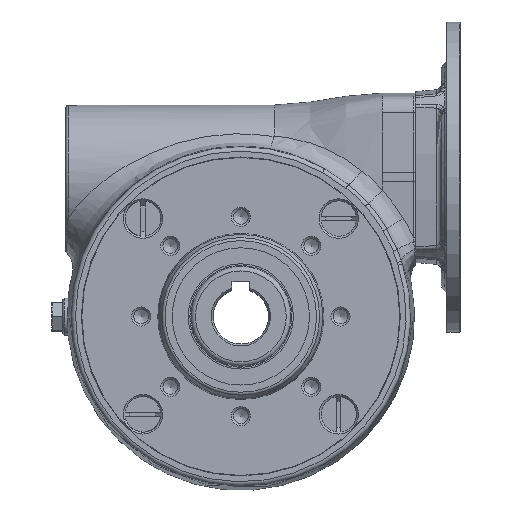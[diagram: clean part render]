
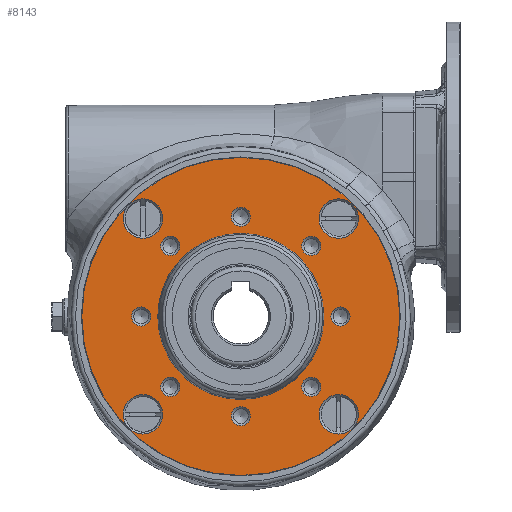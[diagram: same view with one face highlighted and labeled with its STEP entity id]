
A CAD part, top view. The second image highlights one B-rep face of the part: STEP entity #8143.
In plain terms, the highlighted planar face has unit normal (0, 0, 1).
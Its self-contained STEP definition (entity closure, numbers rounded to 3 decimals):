
#1488=ORIENTED_EDGE('',*,*,#2745,.T.);
#1489=ORIENTED_EDGE('',*,*,#2755,.T.);
#1490=ORIENTED_EDGE('',*,*,#2759,.T.);
#1491=ORIENTED_EDGE('',*,*,#2737,.T.);
#1492=ORIENTED_EDGE('',*,*,#2733,.T.);
#1493=ORIENTED_EDGE('',*,*,#2735,.T.);
#1494=ORIENTED_EDGE('',*,*,#3003,.T.);
#1495=ORIENTED_EDGE('',*,*,#3004,.T.);
#1496=ORIENTED_EDGE('',*,*,#3005,.T.);
#1497=ORIENTED_EDGE('',*,*,#3006,.T.);
#1498=ORIENTED_EDGE('',*,*,#3007,.T.);
#1499=ORIENTED_EDGE('',*,*,#3008,.T.);
#1500=ORIENTED_EDGE('',*,*,#3009,.T.);
#1501=ORIENTED_EDGE('',*,*,#3002,.F.);
#2733=EDGE_CURVE('',#3577,#3577,#4185,.F.);
#2735=EDGE_CURVE('',#3579,#3579,#4187,.F.);
#2737=EDGE_CURVE('',#3581,#3581,#4189,.F.);
#2745=EDGE_CURVE('',#3589,#3589,#4197,.T.);
#2755=EDGE_CURVE('',#3599,#3599,#4203,.F.);
#2759=EDGE_CURVE('',#3603,#3603,#4207,.F.);
#3002=EDGE_CURVE('',#3771,#3771,#4318,.T.);
#3003=EDGE_CURVE('',#3772,#3772,#4319,.F.);
#3004=EDGE_CURVE('',#3773,#3773,#4320,.F.);
#3005=EDGE_CURVE('',#3774,#3774,#4321,.F.);
#3006=EDGE_CURVE('',#3775,#3775,#4322,.F.);
#3007=EDGE_CURVE('',#3776,#3776,#4323,.F.);
#3008=EDGE_CURVE('',#3777,#3777,#4324,.F.);
#3009=EDGE_CURVE('',#3778,#3778,#4325,.F.);
#3577=VERTEX_POINT('',#10793);
#3579=VERTEX_POINT('',#10798);
#3581=VERTEX_POINT('',#10803);
#3589=VERTEX_POINT('',#10825);
#3599=VERTEX_POINT('',#10859);
#3603=VERTEX_POINT('',#10869);
#3771=VERTEX_POINT('',#16018);
#3772=VERTEX_POINT('',#16021);
#3773=VERTEX_POINT('',#16023);
#3774=VERTEX_POINT('',#16025);
#3775=VERTEX_POINT('',#16027);
#3776=VERTEX_POINT('',#16029);
#3777=VERTEX_POINT('',#16031);
#3778=VERTEX_POINT('',#16033);
#4185=CIRCLE('',#8500,8.9);
#4187=CIRCLE('',#8503,4.323);
#4189=CIRCLE('',#8506,8.9);
#4197=CIRCLE('',#8520,71.8);
#4203=CIRCLE('',#8528,8.9);
#4207=CIRCLE('',#8534,8.9);
#4318=CIRCLE('',#8695,37.5);
#4319=CIRCLE('',#8697,4.323);
#4320=CIRCLE('',#8698,4.323);
#4321=CIRCLE('',#8699,4.323);
#4322=CIRCLE('',#8700,4.324);
#4323=CIRCLE('',#8701,4.324);
#4324=CIRCLE('',#8702,4.324);
#4325=CIRCLE('',#8703,4.323);
#4708=EDGE_LOOP('',(#1488));
#4709=EDGE_LOOP('',(#1489));
#4710=EDGE_LOOP('',(#1490));
#4711=EDGE_LOOP('',(#1491));
#4712=EDGE_LOOP('',(#1492));
#4713=EDGE_LOOP('',(#1493));
#4714=EDGE_LOOP('',(#1494));
#4715=EDGE_LOOP('',(#1495));
#4716=EDGE_LOOP('',(#1496));
#4717=EDGE_LOOP('',(#1497));
#4718=EDGE_LOOP('',(#1498));
#4719=EDGE_LOOP('',(#1499));
#4720=EDGE_LOOP('',(#1500));
#4721=EDGE_LOOP('',(#1501));
#5349=FACE_BOUND('',#4708,.T.);
#5350=FACE_BOUND('',#4709,.T.);
#5351=FACE_BOUND('',#4710,.T.);
#5352=FACE_BOUND('',#4711,.T.);
#5353=FACE_BOUND('',#4712,.T.);
#5354=FACE_BOUND('',#4713,.T.);
#5355=FACE_BOUND('',#4714,.T.);
#5356=FACE_BOUND('',#4715,.T.);
#5357=FACE_BOUND('',#4716,.T.);
#5358=FACE_BOUND('',#4717,.T.);
#5359=FACE_BOUND('',#4718,.T.);
#5360=FACE_BOUND('',#4719,.T.);
#5361=FACE_BOUND('',#4720,.T.);
#5362=FACE_BOUND('',#4721,.T.);
#5861=PLANE('',#8696);
#8143=ADVANCED_FACE('',(#5349,#5350,#5351,#5352,#5353,#5354,#5355,#5356,
#5357,#5358,#5359,#5360,#5361,#5362),#5861,.T.);
#8500=AXIS2_PLACEMENT_3D('',#10792,#9216,#9217);
#8503=AXIS2_PLACEMENT_3D('',#10797,#9222,#9223);
#8506=AXIS2_PLACEMENT_3D('',#10802,#9228,#9229);
#8520=AXIS2_PLACEMENT_3D('',#10824,#9256,#9257);
#8528=AXIS2_PLACEMENT_3D('',#10858,#9272,#9273);
#8534=AXIS2_PLACEMENT_3D('',#10868,#9284,#9285);
#8695=AXIS2_PLACEMENT_3D('',#16017,#9628,#9629);
#8696=AXIS2_PLACEMENT_3D('',#16019,#9630,#9631);
#8697=AXIS2_PLACEMENT_3D('',#16020,#9632,#9633);
#8698=AXIS2_PLACEMENT_3D('',#16022,#9634,#9635);
#8699=AXIS2_PLACEMENT_3D('',#16024,#9636,#9637);
#8700=AXIS2_PLACEMENT_3D('',#16026,#9638,#9639);
#8701=AXIS2_PLACEMENT_3D('',#16028,#9640,#9641);
#8702=AXIS2_PLACEMENT_3D('',#16030,#9642,#9643);
#8703=AXIS2_PLACEMENT_3D('',#16032,#9644,#9645);
#9216=DIRECTION('',(0.,0.,1.));
#9217=DIRECTION('',(0.,1.,0.));
#9222=DIRECTION('',(0.,0.,1.));
#9223=DIRECTION('',(0.,1.,0.));
#9228=DIRECTION('',(0.,0.,1.));
#9229=DIRECTION('',(0.,1.,0.));
#9256=DIRECTION('',(0.,0.,1.));
#9257=DIRECTION('',(0.,1.,0.));
#9272=DIRECTION('',(0.,0.,1.));
#9273=DIRECTION('',(0.,1.,0.));
#9284=DIRECTION('',(0.,0.,1.));
#9285=DIRECTION('',(0.,1.,0.));
#9628=DIRECTION('',(0.,0.,1.));
#9629=DIRECTION('',(0.,1.,0.));
#9630=DIRECTION('',(0.,0.,1.));
#9631=DIRECTION('',(-1.,0.,0.));
#9632=DIRECTION('',(0.,0.,1.));
#9633=DIRECTION('',(0.,1.,0.));
#9634=DIRECTION('',(0.,0.,1.));
#9635=DIRECTION('',(0.,1.,0.));
#9636=DIRECTION('',(0.,0.,1.));
#9637=DIRECTION('',(0.,1.,0.));
#9638=DIRECTION('',(0.,0.,1.));
#9639=DIRECTION('',(0.,1.,0.));
#9640=DIRECTION('',(0.,0.,1.));
#9641=DIRECTION('',(0.,1.,0.));
#9642=DIRECTION('',(0.,0.,1.));
#9643=DIRECTION('',(0.,1.,0.));
#9644=DIRECTION('',(0.,0.,1.));
#9645=DIRECTION('',(0.,1.,0.));
#10792=CARTESIAN_POINT('',(44.194,44.194,45.));
#10793=CARTESIAN_POINT('',(44.194,53.094,45.));
#10797=CARTESIAN_POINT('',(31.82,-31.82,45.));
#10798=CARTESIAN_POINT('',(31.82,-27.496,45.));
#10802=CARTESIAN_POINT('',(-44.194,44.194,45.));
#10803=CARTESIAN_POINT('',(-44.194,53.094,45.));
#10824=CARTESIAN_POINT('',(0.,0.,
45.));
#10825=CARTESIAN_POINT('',(0.,71.8,45.));
#10858=CARTESIAN_POINT('',(44.194,-44.194,45.));
#10859=CARTESIAN_POINT('',(44.194,-35.294,45.));
#10868=CARTESIAN_POINT('',(-44.194,-44.194,45.));
#10869=CARTESIAN_POINT('',(-44.194,-35.294,45.));
#16017=CARTESIAN_POINT('',(0.,0.,
45.));
#16018=CARTESIAN_POINT('',(0.,37.5,45.));
#16019=CARTESIAN_POINT('',(0.,37.5,45.));
#16020=CARTESIAN_POINT('',(0.,-45.,45.));
#16021=CARTESIAN_POINT('',(0.,-40.677,45.));
#16022=CARTESIAN_POINT('',(-31.82,-31.82,45.));
#16023=CARTESIAN_POINT('',(-31.82,-27.496,45.));
#16024=CARTESIAN_POINT('',(-45.,0.,45.));
#16025=CARTESIAN_POINT('',(-45.,4.324,45.));
#16026=CARTESIAN_POINT('',(-31.82,31.82,45.));
#16027=CARTESIAN_POINT('',(-31.82,36.143,45.));
#16028=CARTESIAN_POINT('',(0.,45.,45.));
#16029=CARTESIAN_POINT('',(0.,49.324,45.));
#16030=CARTESIAN_POINT('',(31.82,31.82,45.));
#16031=CARTESIAN_POINT('',(31.82,36.143,45.));
#16032=CARTESIAN_POINT('',(45.,0.,45.));
#16033=CARTESIAN_POINT('',(45.,4.323,45.));
